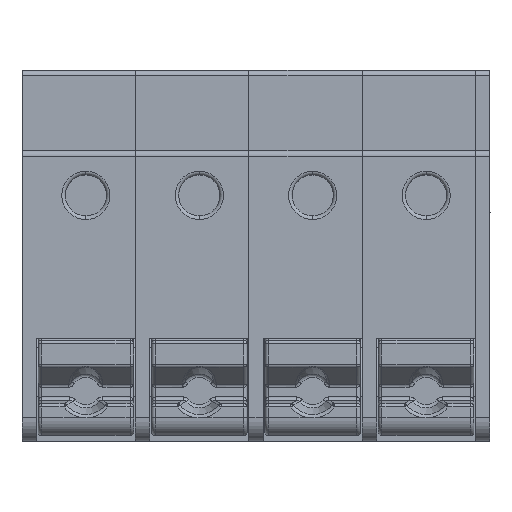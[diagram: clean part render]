
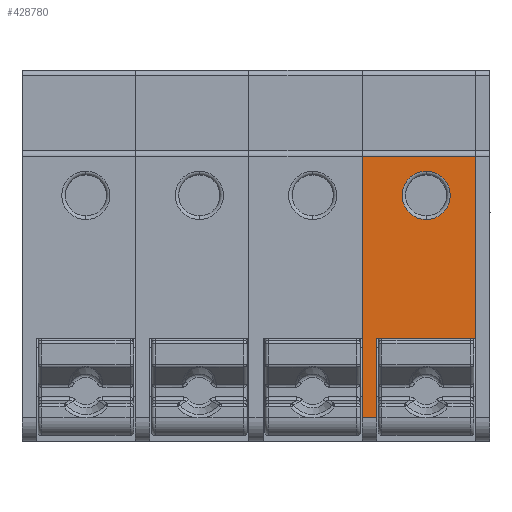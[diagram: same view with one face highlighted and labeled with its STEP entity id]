
A CAD part, top view. The second image highlights one B-rep face of the part: STEP entity #428780.
In plain terms, the highlighted face is planar.
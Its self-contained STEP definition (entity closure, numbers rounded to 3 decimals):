
#414200=CARTESIAN_POINT('',(22.411,24.879,
-31.336));
#414210=VERTEX_POINT('',#414200);
#414260=CARTESIAN_POINT('',(22.411,24.879,
-30.536));
#414270=DIRECTION('',(-0.,0.,1.));
#414280=VECTOR('',#414270,1.);
#414290=LINE('',#414260,#414280);
#414300=CARTESIAN_POINT('',(22.411,24.879,
-36.886));
#414310=VERTEX_POINT('',#414300);
#414320=EDGE_CURVE('',#414310,#414210,#414290,.T.);
#428170=CARTESIAN_POINT('',(22.411,14.133,
-30.536));
#428180=DIRECTION('',(-1.,0.,0.));
#428190=DIRECTION('',(0.,-1.,-0.));
#428200=AXIS2_PLACEMENT_3D('',#428170,#428180,#428190);
#428210=PLANE('',#428200);
#428220=CARTESIAN_POINT('',(22.411,16.879,
-34.111));
#428230=DIRECTION('',(-1.,0.,0.));
#428240=DIRECTION('',(0.,-1.,-0.));
#428250=AXIS2_PLACEMENT_3D('',#428220,#428230,#428240);
#428260=CIRCLE('',#428250,1.35);
#428270=CARTESIAN_POINT('',(22.411,15.529,
-34.111));
#428280=VERTEX_POINT('',#428270);
#428290=CARTESIAN_POINT('',(22.411,18.229,
-34.111));
#428300=VERTEX_POINT('',#428290);
#428310=EDGE_CURVE('',#428280,#428300,#428260,.T.);
#428320=ORIENTED_EDGE('',*,*,#428310,.F.);
#428330=EDGE_CURVE('',#428300,#428280,#428260,.T.);
#428340=ORIENTED_EDGE('',*,*,#428330,.F.);
#428350=EDGE_LOOP('',(#428340,#428320));
#428360=FACE_BOUND('',#428350,.T.);
#428370=CARTESIAN_POINT('',(22.411,14.679,
-30.536));
#428380=DIRECTION('',(0.,0.,-1.));
#428390=VECTOR('',#428380,1.);
#428400=LINE('',#428370,#428390);
#428410=CARTESIAN_POINT('',(22.411,14.679,
-30.536));
#428420=VERTEX_POINT('',#428410);
#428430=CARTESIAN_POINT('',(22.411,14.679,
-36.886));
#428440=VERTEX_POINT('',#428430);
#428450=EDGE_CURVE('',#428420,#428440,#428400,.T.);
#428460=ORIENTED_EDGE('',*,*,#428450,.F.);
#428470=CARTESIAN_POINT('',(22.411,24.729,
-36.886));
#428480=DIRECTION('',(0.,1.,0.));
#428490=VECTOR('',#428480,1.);
#428500=LINE('',#428470,#428490);
#428510=EDGE_CURVE('',#428440,#414310,#428500,.T.);
#428520=ORIENTED_EDGE('',*,*,#428510,.F.);
#428530=ORIENTED_EDGE('',*,*,#414320,.F.);
#428540=CARTESIAN_POINT('',(22.411,24.729,
-31.336));
#428550=DIRECTION('',(0.,-1.,-0.));
#428560=VECTOR('',#428550,1.);
#428570=LINE('',#428540,#428560);
#428580=CARTESIAN_POINT('',(22.411,29.329,
-31.336));
#428590=VERTEX_POINT('',#428580);
#428600=EDGE_CURVE('',#428590,#414210,#428570,.T.);
#428610=ORIENTED_EDGE('',*,*,#428600,.T.);
#428620=CARTESIAN_POINT('',(22.411,29.329,
-30.536));
#428630=DIRECTION('',(-0.,0.,1.));
#428640=VECTOR('',#428630,1.);
#428650=LINE('',#428620,#428640);
#428660=CARTESIAN_POINT('',(22.411,29.329,
-30.536));
#428670=VERTEX_POINT('',#428660);
#428680=EDGE_CURVE('',#428590,#428670,#428650,.T.);
#428690=ORIENTED_EDGE('',*,*,#428680,.F.);
#428700=CARTESIAN_POINT('',(22.411,24.729,
-30.536));
#428710=DIRECTION('',(0.,-1.,-0.));
#428720=VECTOR('',#428710,1.);
#428730=LINE('',#428700,#428720);
#428740=EDGE_CURVE('',#428670,#428420,#428730,.T.);
#428750=ORIENTED_EDGE('',*,*,#428740,.F.);
#428760=EDGE_LOOP('',(#428750,#428690,#428610,#428530,#428520,#428460));
#428770=FACE_OUTER_BOUND('',#428760,.T.);
#428780=ADVANCED_FACE('',(#428360,#428770),#428210,.T.);
